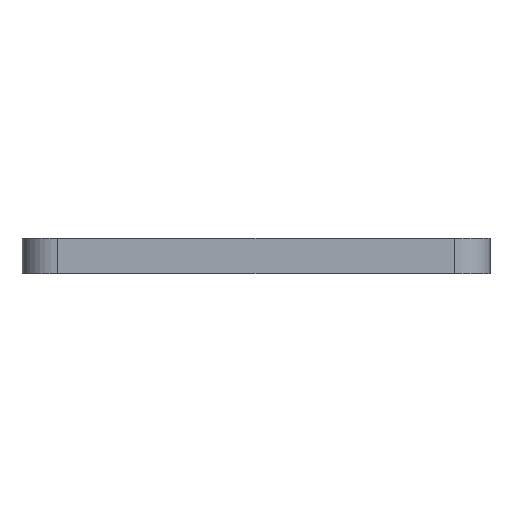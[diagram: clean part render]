
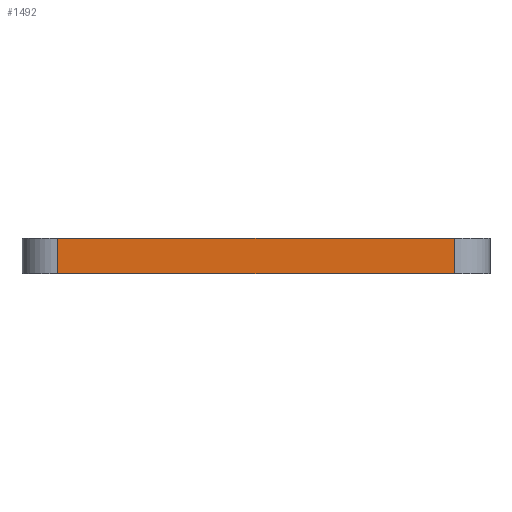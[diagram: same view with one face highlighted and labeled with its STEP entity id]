
A CAD part, left-side view. The second image highlights one B-rep face of the part: STEP entity #1492.
In plain terms, the highlighted planar face has unit normal (-1, 0, 0).
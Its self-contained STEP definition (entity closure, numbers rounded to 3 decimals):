
#17 = CARTESIAN_POINT ( 'NONE',  ( -33.5, 16.748, 0. ) ) ;
#40 = DIRECTION ( 'NONE',  ( 0., 0., -1. ) ) ;
#53 = CARTESIAN_POINT ( 'NONE',  ( -33.5, -16.748, 3. ) ) ;
#189 = VECTOR ( 'NONE', #234, 1000. ) ;
#220 = FACE_OUTER_BOUND ( 'NONE', #472, .T. ) ;
#221 = DIRECTION ( 'NONE',  ( 0., 0., -1. ) ) ;
#234 = DIRECTION ( 'NONE',  ( 0., -1., 0. ) ) ;
#257 = LINE ( 'NONE', #1328, #189 ) ;
#297 = VECTOR ( 'NONE', #221, 1000. ) ;
#422 = LINE ( 'NONE', #1244, #948 ) ;
#441 = EDGE_CURVE ( 'NONE', #969, #686, #1181, .T. ) ;
#464 = VERTEX_POINT ( 'NONE', #774 ) ;
#472 = EDGE_LOOP ( 'NONE', ( #593, #826, #759, #1053 ) ) ;
#514 = CARTESIAN_POINT ( 'NONE',  ( -33.5, 16.748, 3. ) ) ;
#533 = DIRECTION ( 'NONE',  ( 0., 0., -1. ) ) ;
#544 = VECTOR ( 'NONE', #40, 1000. ) ;
#584 = CARTESIAN_POINT ( 'NONE',  ( -33.5, -16.748, 3. ) ) ;
#593 = ORIENTED_EDGE ( 'NONE', *, *, #1105, .T. ) ;
#610 = EDGE_CURVE ( 'NONE', #1425, #464, #1179, .T. ) ;
#649 = CARTESIAN_POINT ( 'NONE',  ( -33.5, 16.748, 3. ) ) ;
#686 = VERTEX_POINT ( 'NONE', #17 ) ;
#759 = ORIENTED_EDGE ( 'NONE', *, *, #1288, .F. ) ;
#760 = DIRECTION ( 'NONE',  ( 0., -1., 0. ) ) ;
#774 = CARTESIAN_POINT ( 'NONE',  ( -33.5, -16.748, 0. ) ) ;
#826 = ORIENTED_EDGE ( 'NONE', *, *, #610, .F. ) ;
#833 = AXIS2_PLACEMENT_3D ( 'NONE', #514, #1269, #533 ) ;
#948 = VECTOR ( 'NONE', #760, 1000. ) ;
#969 = VERTEX_POINT ( 'NONE', #1094 ) ;
#1053 = ORIENTED_EDGE ( 'NONE', *, *, #441, .T. ) ;
#1094 = CARTESIAN_POINT ( 'NONE',  ( -33.5, 16.748, 3. ) ) ;
#1105 = EDGE_CURVE ( 'NONE', #686, #464, #422, .T. ) ;
#1179 = LINE ( 'NONE', #584, #297 ) ;
#1181 = LINE ( 'NONE', #649, #544 ) ;
#1244 = CARTESIAN_POINT ( 'NONE',  ( -33.5, 16.748, 0. ) ) ;
#1269 = DIRECTION ( 'NONE',  ( 1., 0., 0. ) ) ;
#1288 = EDGE_CURVE ( 'NONE', #969, #1425, #257, .T. ) ;
#1328 = CARTESIAN_POINT ( 'NONE',  ( -33.5, 16.748, 3. ) ) ;
#1368 = PLANE ( 'NONE',  #833 ) ;
#1425 = VERTEX_POINT ( 'NONE', #53 ) ;
#1492 = ADVANCED_FACE ( 'NONE', ( #220 ), #1368, .F. ) ;
